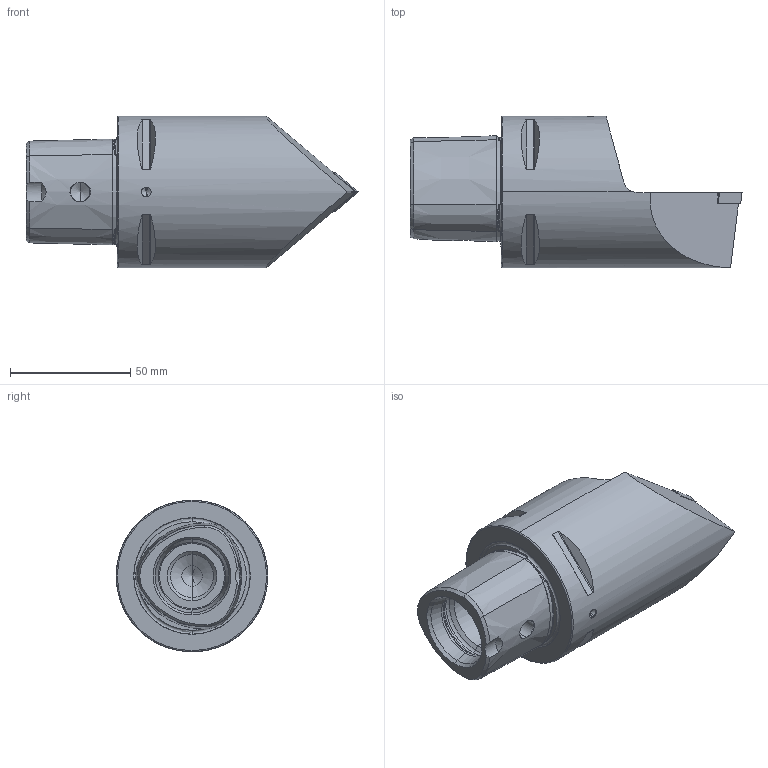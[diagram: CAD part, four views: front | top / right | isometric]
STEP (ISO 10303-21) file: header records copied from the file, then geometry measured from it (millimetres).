
FILE_DESCRIPTION (( 'STEP AP203' ), '1' );
FILE_NAME ('PS6-KCC.NMA.100.STEP', '2012-04-16T08:45:11', ( 'SwiAdmin' ), ( '' ), 'SwSTEP 2.0', 'SolidWorks 2012', '' );
FILE_SCHEMA (( 'CONFIG_CONTROL_DESIGN' ));
Length unit declared in the file: millimetre
Products named in the file (5): PS6-KCC.NMA.100; KVT_MB_600_060; WCC-ER2.001.010_A; CCMT120404; PS6-KCC.NMA.100_A
Assembly tree (4 placements, depth 2):
  PS6-KCC.NMA.100
    PS6-KCC.NMA.100_A
    CCMT120404
    WCC-ER2.001.010_A
    KVT_MB_600_060
Bounding box: 138 x 63 x 63 mm (x, y, z)
Volume: 225542.6 mm3; surface area: 32880.7 mm2
Topology: 5 solids, 5 shells, 262 faces, 633 edges, 369 vertices
Faces by surface type: cone 97, cylinder 67, plane 48, torus 36, bspline 12, sphere 2
Entity records: 8792 total; most frequent: CARTESIAN_POINT 2482, DIRECTION 1221, ORIENTED_EDGE 1216, EDGE_CURVE 608, AXIS2_PLACEMENT_3D 495, VERTEX_POINT 366, EDGE_LOOP 280, FACE_OUTER_BOUND 262
